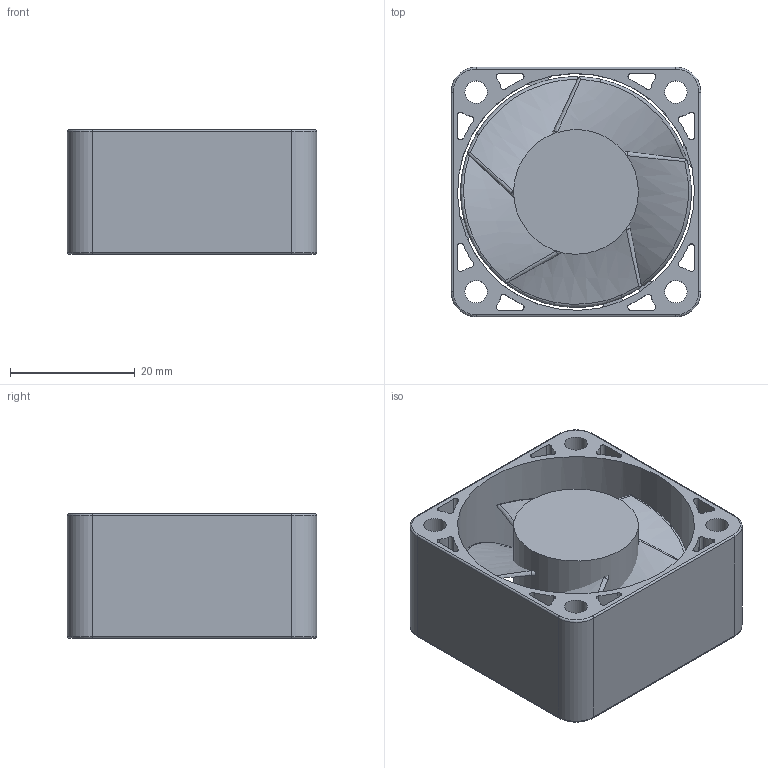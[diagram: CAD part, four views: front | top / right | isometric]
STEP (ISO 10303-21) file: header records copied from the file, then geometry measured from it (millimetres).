
FILE_DESCRIPTION( ( '' ), ' ' );
FILE_NAME( '5b6181e3ceac740fb985781d.step', '2018-08-01T09:48:20', ( '' ), ( '' ), ' ', ' ', ' ' );
FILE_SCHEMA( ( 'AUTOMOTIVE_DESIGN { 1 0 10303 214 1 1 1 1 }' ) );
Length unit declared in the file: metre
Products named in the file (10): Assem1; Êîðïóñ FAN 4020; Îñü FAN4020; Ðîòîð FAN 4020
Assembly tree (9 placements, depth 2):
  Assem1
    Êîðïóñ FAN 4020
    Êîðïóñ FAN 4020
    Îñü FAN4020
    Ðîòîð FAN 4020
    Ðîòîð FAN 4020
    Ðîòîð FAN 4020
    Ðîòîð FAN 4020
    Ðîòîð FAN 4020
    Ðîòîð FAN 4020
Bounding box: 40 x 40 x 20 mm (x, y, z)
Volume: 9789.1 mm3; surface area: 15425.5 mm2
Topology: 9 solids, 9 shells, 222 faces, 566 edges, 365 vertices
Faces by surface type: cylinder 107, plane 64, bspline 40, torus 9, cone 2
Full cylindrical faces by diameter (mm): 2 x3, 3.6 x4, 6 x6, 18 x1, 20 x1, 38 x1
Entity records: 16634 total; most frequent: CARTESIAN_POINT 9587, ORIENTED_EDGE 1094, DIRECTION 988, EDGE_CURVE 547, AXIS2_PLACEMENT_3D 404, VERTEX_POINT 365, EDGE_LOOP 278, FACE_OUTER_BOUND 239
